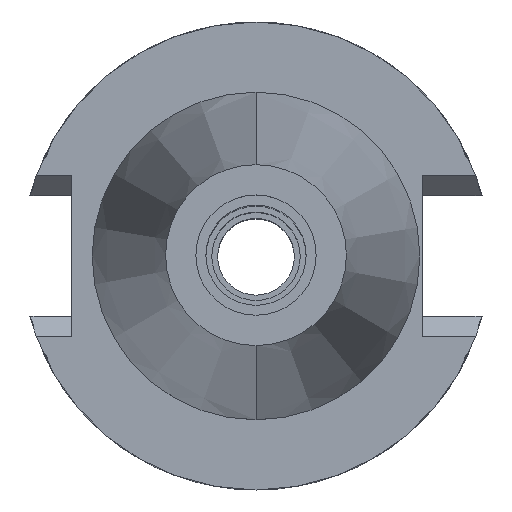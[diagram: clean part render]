
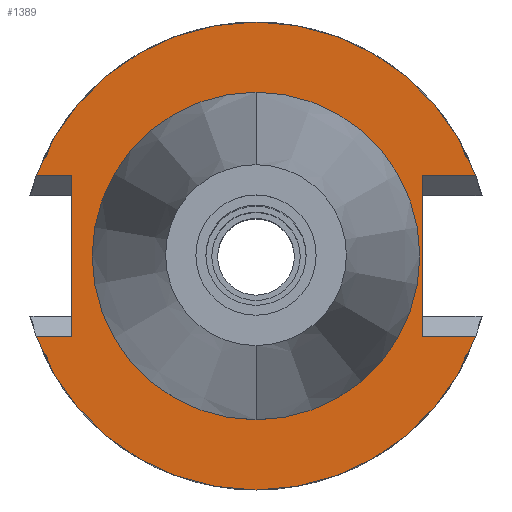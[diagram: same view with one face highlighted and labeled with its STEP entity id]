
A CAD part, top view. The second image highlights one B-rep face of the part: STEP entity #1389.
In plain terms, the highlighted planar face has unit normal (0, 0, 1).
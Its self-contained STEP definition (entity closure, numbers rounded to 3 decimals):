
#10 = VERTEX_POINT ( 'NONE', #1999 ) ;
#43 = VECTOR ( 'NONE', #902, 1000. ) ;
#70 = EDGE_CURVE ( 'NONE', #3182, #10, #2624, .T. ) ;
#90 = EDGE_CURVE ( 'NONE', #2713, #2805, #2416, .T. ) ;
#129 = CARTESIAN_POINT ( 'NONE',  ( 0., 0., -1. ) ) ;
#138 = EDGE_CURVE ( 'NONE', #10, #2051, #3348, .T. ) ;
#156 = ORIENTED_EDGE ( 'NONE', *, *, #3052, .T. ) ;
#177 = CARTESIAN_POINT ( 'NONE',  ( -24.98, -10.89, -1. ) ) ;
#221 = FACE_BOUND ( 'NONE', #1011, .T. ) ;
#342 = EDGE_CURVE ( 'NONE', #2023, #2368, #576, .T. ) ;
#450 = CARTESIAN_POINT ( 'NONE',  ( 22.57, -10.89, -1. ) ) ;
#476 = LINE ( 'NONE', #3121, #2747 ) ;
#477 = CIRCLE ( 'NONE', #3079, 22.225 ) ;
#484 = CARTESIAN_POINT ( 'NONE',  ( 22.57, 10.89, -1. ) ) ;
#503 = ORIENTED_EDGE ( 'NONE', *, *, #1284, .F. ) ;
#541 = EDGE_LOOP ( 'NONE', ( #1003, #2079, #503, #2946, #156, #2809, #1102, #2004 ) ) ;
#557 = DIRECTION ( 'NONE',  ( 0., -1., 0. ) ) ;
#559 = CARTESIAN_POINT ( 'NONE',  ( 0., 22.225, -1. ) ) ;
#567 = EDGE_CURVE ( 'NONE', #1849, #2805, #1313, .T. ) ;
#576 = CIRCLE ( 'NONE', #1671, 22.225 ) ;
#584 = AXIS2_PLACEMENT_3D ( 'NONE', #2078, #2322, #3357 ) ;
#789 = FACE_OUTER_BOUND ( 'NONE', #541, .T. ) ;
#821 = CARTESIAN_POINT ( 'NONE',  ( 22.57, -10.89, -1. ) ) ;
#822 = LINE ( 'NONE', #1092, #2641 ) ;
#832 = VERTEX_POINT ( 'NONE', #1872 ) ;
#865 = CARTESIAN_POINT ( 'NONE',  ( -24.98, 10.89, -1. ) ) ;
#867 = CARTESIAN_POINT ( 'NONE',  ( -29.824, -10.89, -1. ) ) ;
#902 = DIRECTION ( 'NONE',  ( -1., 0., 0. ) ) ;
#907 = VECTOR ( 'NONE', #2131, 1000. ) ;
#953 = AXIS2_PLACEMENT_3D ( 'NONE', #2319, #1299, #1609 ) ;
#969 = EDGE_CURVE ( 'NONE', #2566, #832, #2680, .T. ) ;
#992 = PLANE ( 'NONE',  #584 ) ;
#1003 = ORIENTED_EDGE ( 'NONE', *, *, #567, .T. ) ;
#1011 = EDGE_LOOP ( 'NONE', ( #1338, #1370 ) ) ;
#1043 = CARTESIAN_POINT ( 'NONE',  ( 0., 0., -1. ) ) ;
#1092 = CARTESIAN_POINT ( 'NONE',  ( 22.57, 10.89, -1. ) ) ;
#1102 = ORIENTED_EDGE ( 'NONE', *, *, #70, .F. ) ;
#1178 = CARTESIAN_POINT ( 'NONE',  ( 0., 0., -1. ) ) ;
#1181 = VECTOR ( 'NONE', #2551, 1000. ) ;
#1210 = DIRECTION ( 'NONE',  ( 0., 0., 1. ) ) ;
#1284 = EDGE_CURVE ( 'NONE', #2566, #2713, #476, .T. ) ;
#1299 = DIRECTION ( 'NONE',  ( 0., 0., -1. ) ) ;
#1313 = LINE ( 'NONE', #484, #1181 ) ;
#1338 = ORIENTED_EDGE ( 'NONE', *, *, #342, .F. ) ;
#1370 = ORIENTED_EDGE ( 'NONE', *, *, #3122, .F. ) ;
#1389 = ADVANCED_FACE ( 'NONE', ( #789, #221 ), #992, .F. ) ;
#1425 = DIRECTION ( 'NONE',  ( 0., 1., 0. ) ) ;
#1609 = DIRECTION ( 'NONE',  ( 0., 1., 0. ) ) ;
#1671 = AXIS2_PLACEMENT_3D ( 'NONE', #129, #2218, #1425 ) ;
#1774 = CARTESIAN_POINT ( 'NONE',  ( 22.57, 10.89, -1. ) ) ;
#1827 = DIRECTION ( 'NONE',  ( -1., 0., 0. ) ) ;
#1839 = DIRECTION ( 'NONE',  ( 1., 0., 0. ) ) ;
#1849 = VERTEX_POINT ( 'NONE', #1774 ) ;
#1872 = CARTESIAN_POINT ( 'NONE',  ( -24.98, -10.89, -1. ) ) ;
#1982 = EDGE_CURVE ( 'NONE', #1849, #3182, #822, .T. ) ;
#1999 = CARTESIAN_POINT ( 'NONE',  ( 29.824, -10.89, -1. ) ) ;
#2004 = ORIENTED_EDGE ( 'NONE', *, *, #1982, .F. ) ;
#2023 = VERTEX_POINT ( 'NONE', #559 ) ;
#2051 = VERTEX_POINT ( 'NONE', #867 ) ;
#2078 = CARTESIAN_POINT ( 'NONE',  ( 0., 0., -1. ) ) ;
#2079 = ORIENTED_EDGE ( 'NONE', *, *, #90, .F. ) ;
#2131 = DIRECTION ( 'NONE',  ( 0., -1., 0. ) ) ;
#2176 = CARTESIAN_POINT ( 'NONE',  ( -24.98, 10.89, -1. ) ) ;
#2207 = LINE ( 'NONE', #177, #43 ) ;
#2218 = DIRECTION ( 'NONE',  ( 0., 0., 1. ) ) ;
#2261 = AXIS2_PLACEMENT_3D ( 'NONE', #1043, #3101, #557 ) ;
#2319 = CARTESIAN_POINT ( 'NONE',  ( 0., 0., -1. ) ) ;
#2322 = DIRECTION ( 'NONE',  ( 0., 0., -1. ) ) ;
#2368 = VERTEX_POINT ( 'NONE', #2375 ) ;
#2375 = CARTESIAN_POINT ( 'NONE',  ( 0., -22.225, -1. ) ) ;
#2416 = CIRCLE ( 'NONE', #953, 31.75 ) ;
#2469 = CARTESIAN_POINT ( 'NONE',  ( -29.824, 10.89, -1. ) ) ;
#2551 = DIRECTION ( 'NONE',  ( 1., 0., 0. ) ) ;
#2566 = VERTEX_POINT ( 'NONE', #865 ) ;
#2612 = CARTESIAN_POINT ( 'NONE',  ( 29.824, 10.89, -1. ) ) ;
#2624 = LINE ( 'NONE', #821, #3117 ) ;
#2641 = VECTOR ( 'NONE', #2855, 1000. ) ;
#2680 = LINE ( 'NONE', #2176, #907 ) ;
#2713 = VERTEX_POINT ( 'NONE', #2469 ) ;
#2747 = VECTOR ( 'NONE', #1827, 1000. ) ;
#2805 = VERTEX_POINT ( 'NONE', #2612 ) ;
#2809 = ORIENTED_EDGE ( 'NONE', *, *, #138, .F. ) ;
#2855 = DIRECTION ( 'NONE',  ( 0., -1., 0. ) ) ;
#2946 = ORIENTED_EDGE ( 'NONE', *, *, #969, .T. ) ;
#3052 = EDGE_CURVE ( 'NONE', #832, #2051, #2207, .T. ) ;
#3079 = AXIS2_PLACEMENT_3D ( 'NONE', #1178, #1210, #3248 ) ;
#3101 = DIRECTION ( 'NONE',  ( 0., 0., -1. ) ) ;
#3117 = VECTOR ( 'NONE', #1839, 1000. ) ;
#3121 = CARTESIAN_POINT ( 'NONE',  ( -24.98, 10.89, -1. ) ) ;
#3122 = EDGE_CURVE ( 'NONE', #2368, #2023, #477, .T. ) ;
#3182 = VERTEX_POINT ( 'NONE', #450 ) ;
#3248 = DIRECTION ( 'NONE',  ( 0., -1., 0. ) ) ;
#3348 = CIRCLE ( 'NONE', #2261, 31.75 ) ;
#3357 = DIRECTION ( 'NONE',  ( 0., -1., 0. ) ) ;
